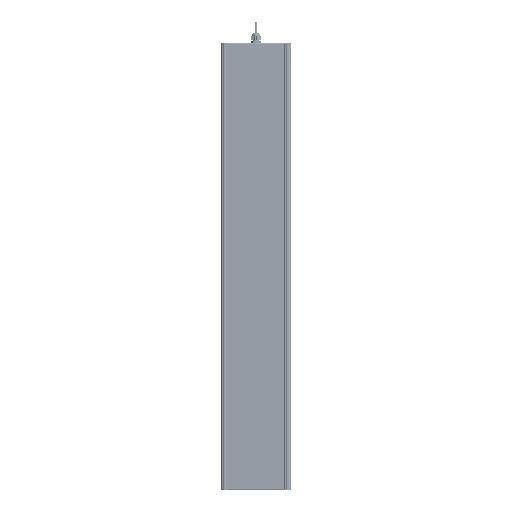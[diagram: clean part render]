
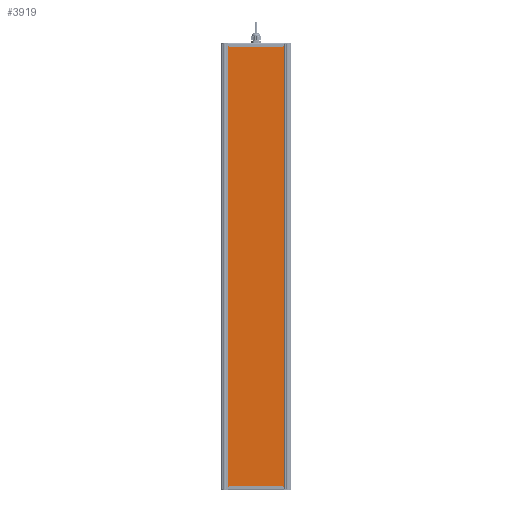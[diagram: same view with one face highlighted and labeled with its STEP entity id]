
A CAD part, front view. The second image highlights one B-rep face of the part: STEP entity #3919.
In plain terms, the highlighted face is planar.
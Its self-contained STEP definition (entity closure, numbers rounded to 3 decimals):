
#3919=ADVANCED_FACE('',(#13980),#13982,.T.);
#13980=FACE_BOUND('',#13981,.T.);
#13981=EDGE_LOOP('',(#43002,#43003,#43004,#43005));
#13982=PLANE('',#13983);
#13983=AXIS2_PLACEMENT_3D('',#13984,#13985,#13986);
#13984=CARTESIAN_POINT('',(2111.497,401.002,-34.582));
#13985=DIRECTION('',(0.,0.,-1.));
#13986=DIRECTION('',(0.,1.,0.));
#43002=ORIENTED_EDGE('',*,*,#49968,.F.);
#43003=ORIENTED_EDGE('',*,*,#49967,.T.);
#43004=ORIENTED_EDGE('',*,*,#49969,.F.);
#43005=ORIENTED_EDGE('',*,*,#49970,.F.);
#49967=EDGE_CURVE('',#55743,#55747,#55749,.T.);
#49968=EDGE_CURVE('',#55743,#55750,#55751,.T.);
#49969=EDGE_CURVE('',#55752,#55747,#55753,.T.);
#49970=EDGE_CURVE('',#55750,#55752,#55754,.T.);
#55743=VERTEX_POINT('',#74805);
#55747=VERTEX_POINT('',#74813);
#55749=LINE('',#74817,#74818);
#55750=VERTEX_POINT('',#74820);
#55751=LINE('',#74821,#74822);
#55752=VERTEX_POINT('',#74824);
#55753=LINE('',#74825,#74826);
#55754=LINE('',#74828,#74829);
#74805=CARTESIAN_POINT('',(2111.497,565.13,-34.582));
#74813=CARTESIAN_POINT('',(3307.497,565.13,-34.582));
#74817=CARTESIAN_POINT('',(2111.497,565.13,-34.582));
#74818=VECTOR('',#74819,1.);
#74819=DIRECTION('',(1.,0.,0.));
#74820=CARTESIAN_POINT('',(2111.497,401.002,-34.582));
#74821=CARTESIAN_POINT('',(2111.497,565.13,-34.582));
#74822=VECTOR('',#74823,1.);
#74823=DIRECTION('',(0.,-1.,0.));
#74824=CARTESIAN_POINT('',(3307.497,401.002,-34.582));
#74825=CARTESIAN_POINT('',(3307.497,401.002,-34.582));
#74826=VECTOR('',#74827,1.);
#74827=DIRECTION('',(0.,1.,0.));
#74828=CARTESIAN_POINT('',(2111.497,401.002,-34.582));
#74829=VECTOR('',#74830,1.);
#74830=DIRECTION('',(1.,0.,0.));
